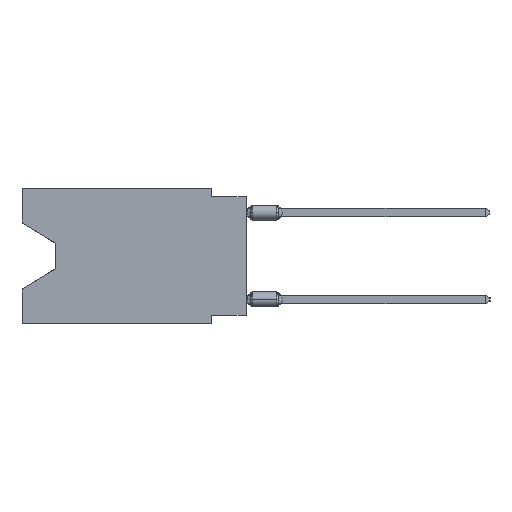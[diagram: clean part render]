
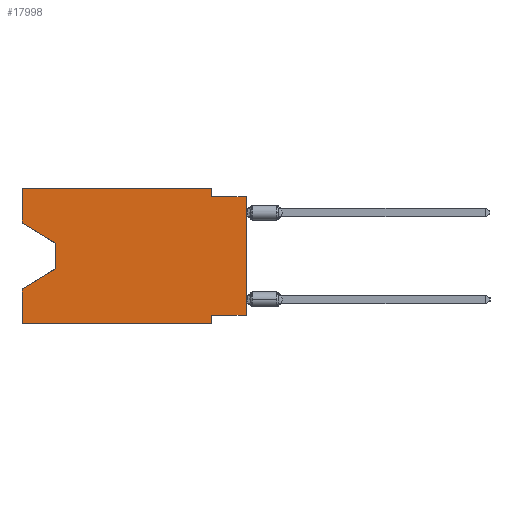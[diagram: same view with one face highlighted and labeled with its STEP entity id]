
A CAD part, left-side view. The second image highlights one B-rep face of the part: STEP entity #17998.
In plain terms, the highlighted planar face has unit normal (-1, 0, 0).
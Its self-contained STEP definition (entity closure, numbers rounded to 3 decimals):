
#461 = LINE ( 'NONE', #36897, #5621 ) ;
#549 = LINE ( 'NONE', #10175, #9801 ) ;
#721 = ORIENTED_EDGE ( 'NONE', *, *, #27179, .F. ) ;
#1364 = DIRECTION ( 'NONE',  ( 0., 0., -1. ) ) ;
#1715 = CARTESIAN_POINT ( 'NONE',  ( 0., 16.383, -9.906 ) ) ;
#3017 = CARTESIAN_POINT ( 'NONE',  ( 0., 13.97, -4.013 ) ) ;
#3049 = VECTOR ( 'NONE', #15107, 1000. ) ;
#3314 = EDGE_CURVE ( 'NONE', #5545, #29863, #28842, .T. ) ;
#3506 = CARTESIAN_POINT ( 'NONE',  ( 0., 2.54, -9.906 ) ) ;
#4058 = ORIENTED_EDGE ( 'NONE', *, *, #4149, .T. ) ;
#4092 = LINE ( 'NONE', #8366, #15441 ) ;
#4149 = EDGE_CURVE ( 'NONE', #38069, #4151, #19500, .T. ) ;
#4151 = VERTEX_POINT ( 'NONE', #26139 ) ;
#4207 = VECTOR ( 'NONE', #16859, 1000. ) ;
#4605 = CARTESIAN_POINT ( 'NONE',  ( 0., 2.54, 0. ) ) ;
#5545 = VERTEX_POINT ( 'NONE', #1715 ) ;
#5621 = VECTOR ( 'NONE', #10514, 1000. ) ;
#5984 = CARTESIAN_POINT ( 'NONE',  ( 0., 2.54, 0. ) ) ;
#6537 = EDGE_CURVE ( 'NONE', #4151, #20800, #23180, .T. ) ;
#7604 = EDGE_CURVE ( 'NONE', #34170, #38069, #34676, .T. ) ;
#8223 = EDGE_LOOP ( 'NONE', ( #16582, #4058, #29174, #34118, #31461, #25045, #11340, #15836, #721, #33582, #31130, #33283 ) ) ;
#8334 = VECTOR ( 'NONE', #12547, 1000. ) ;
#8366 = CARTESIAN_POINT ( 'NONE',  ( 0., 0., 0. ) ) ;
#8373 = DIRECTION ( 'NONE',  ( 0., 1., 0. ) ) ;
#9096 = EDGE_CURVE ( 'NONE', #23419, #22144, #16837, .T. ) ;
#9106 = EDGE_CURVE ( 'NONE', #5545, #20800, #549, .T. ) ;
#9744 = CARTESIAN_POINT ( 'NONE',  ( 0., 16.383, -7.36 ) ) ;
#9801 = VECTOR ( 'NONE', #17666, 1000. ) ;
#10175 = CARTESIAN_POINT ( 'NONE',  ( 0., 16.383, 0. ) ) ;
#10514 = DIRECTION ( 'NONE',  ( 0., 0., -1. ) ) ;
#10586 = DIRECTION ( 'NONE',  ( 1., 0., 0. ) ) ;
#11141 = VERTEX_POINT ( 'NONE', #41693 ) ;
#11340 = ORIENTED_EDGE ( 'NONE', *, *, #12663, .F. ) ;
#11488 = VERTEX_POINT ( 'NONE', #26072 ) ;
#12547 = DIRECTION ( 'NONE',  ( 0., -1., 0. ) ) ;
#12663 = EDGE_CURVE ( 'NONE', #35672, #11141, #14796, .T. ) ;
#13090 = AXIS2_PLACEMENT_3D ( 'NONE', #13781, #10586, #1364 ) ;
#13290 = VERTEX_POINT ( 'NONE', #23871 ) ;
#13489 = DIRECTION ( 'NONE',  ( 0., 0., -1. ) ) ;
#13781 = CARTESIAN_POINT ( 'NONE',  ( 0., 16.383, 0. ) ) ;
#14796 = LINE ( 'NONE', #27894, #26154 ) ;
#15107 = DIRECTION ( 'NONE',  ( 0., 0., 1. ) ) ;
#15249 = VECTOR ( 'NONE', #13489, 1000. ) ;
#15441 = VECTOR ( 'NONE', #40554, 1000. ) ;
#15836 = ORIENTED_EDGE ( 'NONE', *, *, #16215, .T. ) ;
#16215 = EDGE_CURVE ( 'NONE', #35672, #13290, #4092, .T. ) ;
#16474 = EDGE_CURVE ( 'NONE', #11488, #23419, #30136, .T. ) ;
#16582 = ORIENTED_EDGE ( 'NONE', *, *, #7604, .T. ) ;
#16803 = CARTESIAN_POINT ( 'NONE',  ( 0., 0., -0.635 ) ) ;
#16837 = LINE ( 'NONE', #4605, #39967 ) ;
#16859 = DIRECTION ( 'NONE',  ( 0., -1., 0. ) ) ;
#17666 = DIRECTION ( 'NONE',  ( 0., 0., 1. ) ) ;
#17998 = ADVANCED_FACE ( 'NONE', ( #30306 ), #27506, .F. ) ;
#18004 = VECTOR ( 'NONE', #26188, 1000. ) ;
#18788 = DIRECTION ( 'NONE',  ( 0., -0.855, -0.519 ) ) ;
#19500 = LINE ( 'NONE', #42280, #15249 ) ;
#19835 = CARTESIAN_POINT ( 'NONE',  ( 0., 16.383, 0. ) ) ;
#20214 = CARTESIAN_POINT ( 'NONE',  ( 0., 0., -9.271 ) ) ;
#20419 = LINE ( 'NONE', #16803, #22796 ) ;
#20800 = VERTEX_POINT ( 'NONE', #9744 ) ;
#22144 = VERTEX_POINT ( 'NONE', #24362 ) ;
#22796 = VECTOR ( 'NONE', #33513, 1000. ) ;
#23180 = LINE ( 'NONE', #33275, #18004 ) ;
#23419 = VERTEX_POINT ( 'NONE', #5984 ) ;
#23684 = DIRECTION ( 'NONE',  ( 0., 0., -1. ) ) ;
#23871 = CARTESIAN_POINT ( 'NONE',  ( 0., 0., -0.635 ) ) ;
#23968 = CARTESIAN_POINT ( 'NONE',  ( 0., 16.383, 0. ) ) ;
#24362 = CARTESIAN_POINT ( 'NONE',  ( 0., 2.54, -0.635 ) ) ;
#25011 = CARTESIAN_POINT ( 'NONE',  ( 0., 16.383, -2.546 ) ) ;
#25045 = ORIENTED_EDGE ( 'NONE', *, *, #25839, .F. ) ;
#25839 = EDGE_CURVE ( 'NONE', #11141, #29863, #461, .T. ) ;
#26072 = CARTESIAN_POINT ( 'NONE',  ( 0., 16.383, 0. ) ) ;
#26139 = CARTESIAN_POINT ( 'NONE',  ( 0., 13.97, -5.893 ) ) ;
#26154 = VECTOR ( 'NONE', #8373, 1000. ) ;
#26188 = DIRECTION ( 'NONE',  ( 0., 0.855, -0.519 ) ) ;
#27179 = EDGE_CURVE ( 'NONE', #22144, #13290, #20419, .T. ) ;
#27506 = PLANE ( 'NONE',  #13090 ) ;
#27894 = CARTESIAN_POINT ( 'NONE',  ( 0., 0., -9.271 ) ) ;
#28842 = LINE ( 'NONE', #41960, #8334 ) ;
#29174 = ORIENTED_EDGE ( 'NONE', *, *, #6537, .T. ) ;
#29314 = EDGE_CURVE ( 'NONE', #34170, #11488, #35079, .T. ) ;
#29863 = VERTEX_POINT ( 'NONE', #3506 ) ;
#30120 = CARTESIAN_POINT ( 'NONE',  ( 0., 16.383, -2.546 ) ) ;
#30136 = LINE ( 'NONE', #19835, #4207 ) ;
#30306 = FACE_OUTER_BOUND ( 'NONE', #8223, .T. ) ;
#31130 = ORIENTED_EDGE ( 'NONE', *, *, #16474, .F. ) ;
#31461 = ORIENTED_EDGE ( 'NONE', *, *, #3314, .T. ) ;
#33275 = CARTESIAN_POINT ( 'NONE',  ( 0., 13.97, -5.893 ) ) ;
#33283 = ORIENTED_EDGE ( 'NONE', *, *, #29314, .F. ) ;
#33513 = DIRECTION ( 'NONE',  ( 0., -1., 0. ) ) ;
#33582 = ORIENTED_EDGE ( 'NONE', *, *, #9096, .F. ) ;
#34118 = ORIENTED_EDGE ( 'NONE', *, *, #9106, .F. ) ;
#34170 = VERTEX_POINT ( 'NONE', #30120 ) ;
#34676 = LINE ( 'NONE', #25011, #35089 ) ;
#35079 = LINE ( 'NONE', #23968, #3049 ) ;
#35089 = VECTOR ( 'NONE', #18788, 1000. ) ;
#35672 = VERTEX_POINT ( 'NONE', #20214 ) ;
#36897 = CARTESIAN_POINT ( 'NONE',  ( 0., 2.54, -9.906 ) ) ;
#38069 = VERTEX_POINT ( 'NONE', #3017 ) ;
#39967 = VECTOR ( 'NONE', #23684, 1000. ) ;
#40554 = DIRECTION ( 'NONE',  ( 0., 0., 1. ) ) ;
#41693 = CARTESIAN_POINT ( 'NONE',  ( 0., 2.54, -9.271 ) ) ;
#41960 = CARTESIAN_POINT ( 'NONE',  ( 0., 16.383, -9.906 ) ) ;
#42280 = CARTESIAN_POINT ( 'NONE',  ( 0., 13.97, -4.013 ) ) ;
